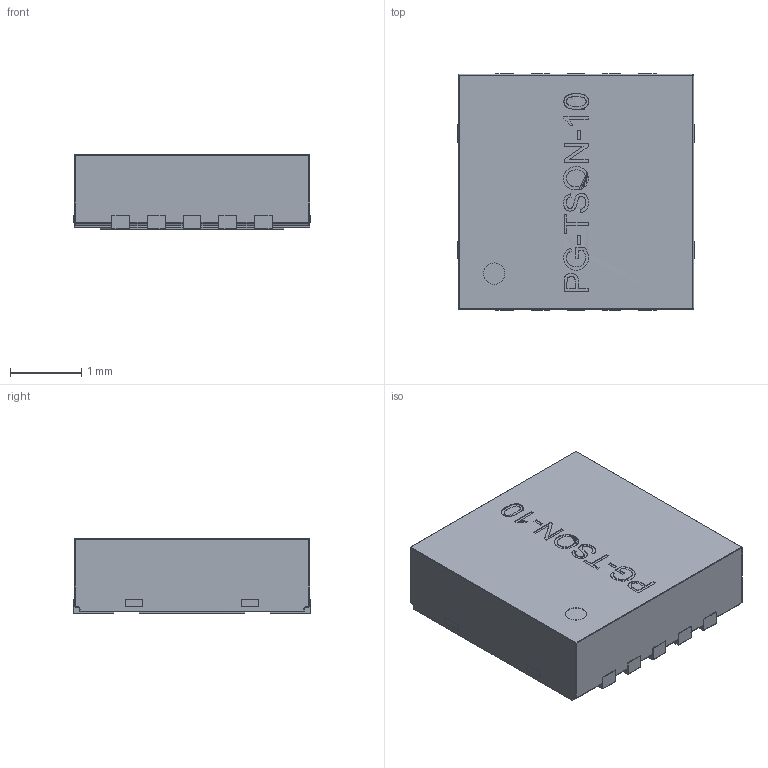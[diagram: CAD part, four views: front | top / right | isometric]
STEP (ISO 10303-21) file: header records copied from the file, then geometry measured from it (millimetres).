
FILE_DESCRIPTION (( 'STEP AP214' ), '1' );
FILE_NAME ('26ED3BAC-654B-4B92-B0D8-D4F96A1CE71F.STEP', '2024-08-15T06:43:04', ( '' ), ( '' ), 'SwSTEP 2.0', 'SolidWorks 2022', '' );
FILE_SCHEMA (( 'AUTOMOTIVE_DESIGN' ));
Length unit declared in the file: millimetre
Products named in the file (1): 26ED3BAC-654B-4B92-B0D8-D4F96A1CE71F
Bounding box: 3.32 x 3.32 x 1.05 mm (x, y, z)
Surface area: 36 mm2 (no closed solid volume)
Topology: 0 solids, 3 shells, 269 faces, 717 edges, 459 vertices
Faces by surface type: plane 173, cylinder 68, bspline 28
Entity records: 10453 total; most frequent: CARTESIAN_POINT 2169, ORIENTED_EDGE 1406, DIRECTION 1271, EDGE_CURVE 707, LINE 527, VECTOR 527, VERTEX_POINT 459, AXIS2_PLACEMENT_3D 372
